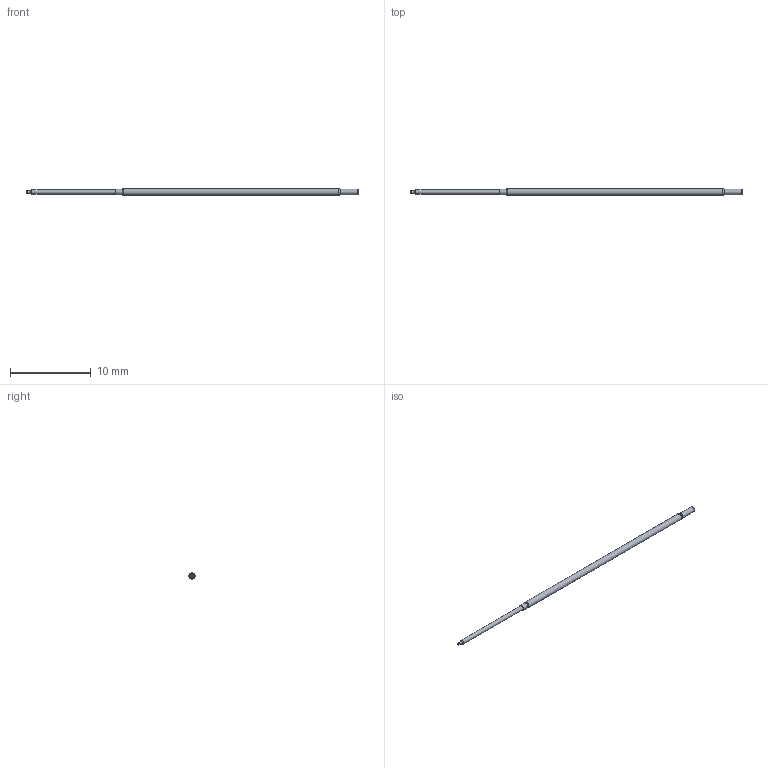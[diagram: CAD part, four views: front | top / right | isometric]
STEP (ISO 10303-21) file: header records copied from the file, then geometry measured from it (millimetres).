
FILE_DESCRIPTION (( 'STEP AP214' ), '1' );
FILE_NAME ('X39-4014.STEP', '2024-12-24T14:18:25', ( '' ), ( '' ), 'SwSTEP 2.0', 'SolidWorks 2023', '' );
FILE_SCHEMA (( 'AUTOMOTIVE_DESIGN' ));
Length unit declared in the file: inch
Products named in the file (1): X39-4014
Bounding box: 41.02 x 0.78 x 0.78 mm (x, y, z)
Volume: 16.3 mm3; surface area: 91.1 mm2
Topology: 1 solids, 1 shells, 51 faces, 118 edges, 70 vertices
Faces by surface type: bspline 32, plane 6, cylinder 5, torus 5, cone 3
Full cylindrical faces by diameter (mm): 0.279 x1, 0.531 x1, 0.665 x1, 0.7 x1, 0.782 x1
Entity records: 4961 total; most frequent: CARTESIAN_POINT 4109, ORIENTED_EDGE 204, EDGE_CURVE 102, B_SPLINE_CURVE_WITH_KNOTS 84, DIRECTION 76, VERTEX_POINT 67, EDGE_LOOP 65, FACE_OUTER_BOUND 61
